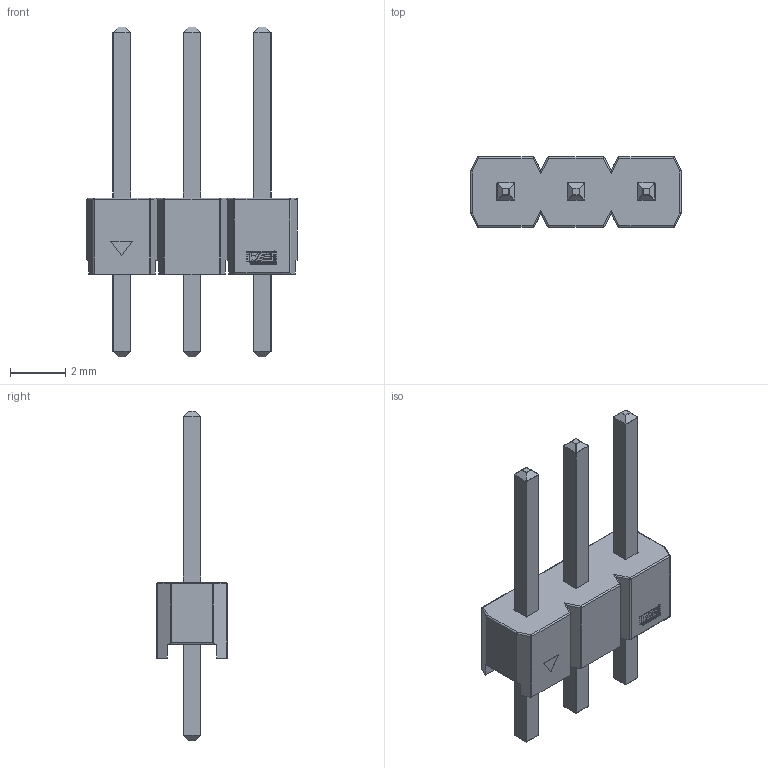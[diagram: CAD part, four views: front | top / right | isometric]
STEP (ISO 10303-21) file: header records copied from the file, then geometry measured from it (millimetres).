
FILE_DESCRIPTION(/* description */ (''),/* implementation_level */ '2;1');
FILE_NAME(/* name */ 'Wurth Electronics 61300311121.stp',/* time_stamp */ '2023-03-05T11:34:40+02:00',/* author */ ('AbuBakr'),/* organization */ (''),/* preprocessor_version */ 'ST-DEVELOPER v17',/* originating_system */ 'Autodesk Inventor 2019',/* authorisation */ '');
FILE_SCHEMA (('AUTOMOTIVE_DESIGN { 1 0 10303 214 3 1 1 }'));
Length unit declared in the file: millimetre
Products named in the file (6): Wurth Electronics 61300311121; Download_STP_61300311121 (rev1); 61300311121; 6130xx11121_PIN; Pin1_Triangle; Wurth Electronik
Assembly tree (7 placements, depth 3):
  Wurth Electronics 61300311121
    Download_STP_61300311121 (rev1)
      61300311121
      6130xx11121_PIN  x3
      Pin1_Triangle
      Wurth Electronik
Bounding box: 7.62 x 2.54 x 11.94 mm (x, y, z)
Volume: 55.8 mm3; surface area: 208.2 mm2
Topology: 32 solids, 32 shells, 802 faces, 1998 edges, 1260 vertices
Faces by surface type: plane 504, cylinder 122, bspline 114, sphere 62
Entity records: 22123 total; most frequent: CARTESIAN_POINT 4977, ORIENTED_EDGE 3548, DIRECTION 2930, EDGE_CURVE 1774, LINE 1420, VECTOR 1420, VERTEX_POINT 1148, AXIS2_PLACEMENT_3D 755
